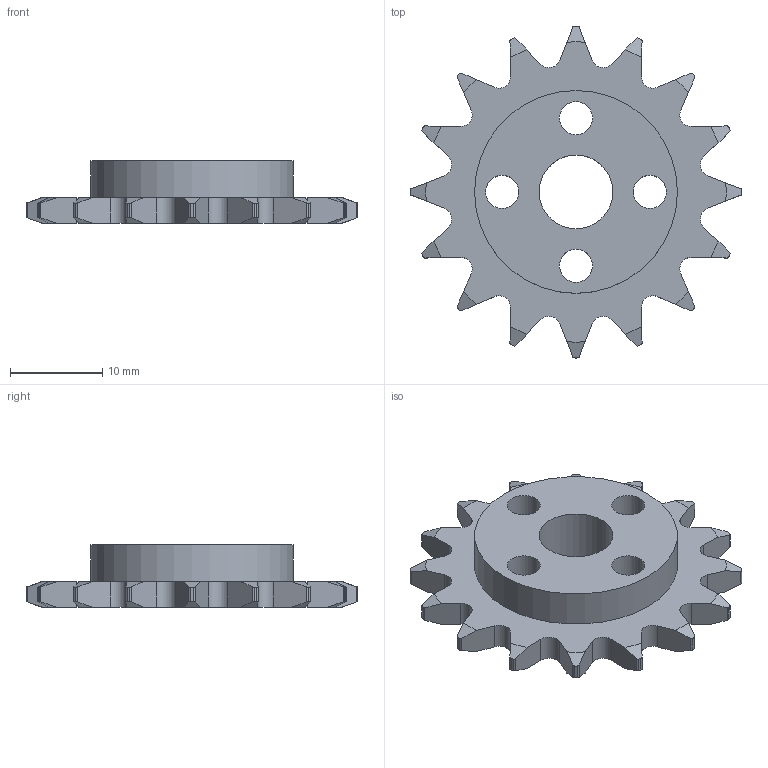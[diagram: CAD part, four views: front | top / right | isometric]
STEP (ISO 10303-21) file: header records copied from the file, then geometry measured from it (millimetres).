
FILE_DESCRIPTION(/* description */ (''),/* implementation_level */ '2;1');
FILE_NAME(/* name */ 'Tetrix_739165.ipt.stp',/* time_stamp */ '2014-12-18T17:47:22-08:00',/* author */ ('Autodesk Inc.'),/* organization */ ('Autodesk Inc.'),/* preprocessor_version */ 'ST-DEVELOPER v15.6',/* originating_system */ 'Autodesk Inventor 2015',/* authorisation */ '');
FILE_SCHEMA (('AUTOMOTIVE_DESIGN { 1 0 10303 214 3 1 1 }'));
Length unit declared in the file: millimetre
Products named in the file (1): Tetrix_739165
Bounding box: 36 x 36 x 6.8 mm (x, y, z)
Volume: 2996.8 mm3; surface area: 2532.7 mm2
Topology: 1 solids, 1 shells, 137 faces, 402 edges, 268 vertices
Faces by surface type: cylinder 70, plane 35, cone 32
Full cylindrical faces by diameter (mm): 3.6 x4, 8 x1, 22 x1
Entity records: 5234 total; most frequent: CARTESIAN_POINT 1570, ORIENTED_EDGE 792, DIRECTION 652, EDGE_CURVE 396, VERTEX_POINT 268, AXIS2_PLACEMENT_3D 246, LINE 160, VECTOR 160
